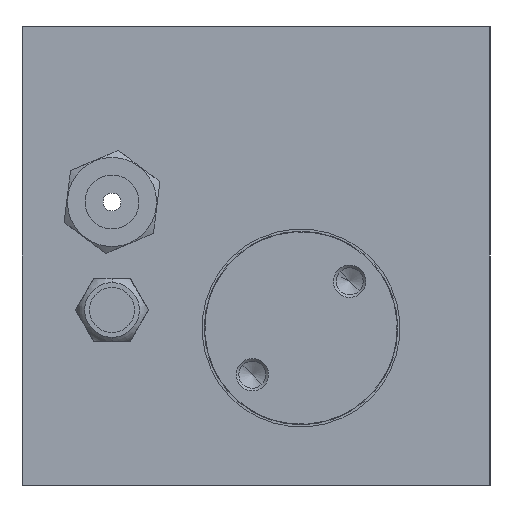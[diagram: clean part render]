
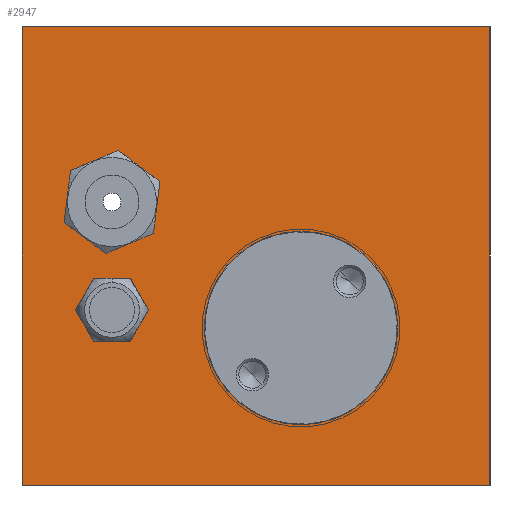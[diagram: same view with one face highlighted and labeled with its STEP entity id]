
A CAD part, left-side view. The second image highlights one B-rep face of the part: STEP entity #2947.
In plain terms, the highlighted planar face has unit normal (-1, 0, 0).
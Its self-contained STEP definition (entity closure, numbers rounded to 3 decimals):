
#1066 = CIRCLE ( 'NONE', #6293, 2.6 ) ;
#1104 = CIRCLE ( 'NONE', #6289, 10.75 ) ;
#1107 = CIRCLE ( 'NONE', #6290, 2.6 ) ;
#1282 = PLANE ( 'NONE',  #8577 ) ;
#1292 = CARTESIAN_POINT ( 'NONE',  ( -25.323, 87.741, 79.962 ) ) ;
#1294 = DIRECTION ( 'NONE',  ( 1., 0., 0. ) ) ;
#1297 = DIRECTION ( 'NONE',  ( 0., 0., 1. ) ) ;
#1407 = CARTESIAN_POINT ( 'NONE',  ( -25.323, 77.741, 51.062 ) ) ;
#1452 = CARTESIAN_POINT ( 'NONE',  ( -25.323, 77.741, 57.862 ) ) ;
#1456 = CARTESIAN_POINT ( 'NONE',  ( -25.323, 35.741, 79.962 ) ) ;
#1462 = CARTESIAN_POINT ( 'NONE',  ( -25.323, 87.741, 79.962 ) ) ;
#1499 = CARTESIAN_POINT ( 'NONE',  ( -25.323, 87.741, 28.962 ) ) ;
#1552 = CARTESIAN_POINT ( 'NONE',  ( -25.323, 67.491, 46.462 ) ) ;
#1569 = CARTESIAN_POINT ( 'NONE',  ( -25.323, 35.741, 28.962 ) ) ;
#1596 = CARTESIAN_POINT ( 'NONE',  ( -25.323, 77.741, 63.062 ) ) ;
#1598 = CARTESIAN_POINT ( 'NONE',  ( -25.323, 45.991, 46.462 ) ) ;
#1613 = CARTESIAN_POINT ( 'NONE',  ( -25.323, 77.741, 45.862 ) ) ;
#1677 = CARTESIAN_POINT ( 'NONE',  ( -25.323, 56.741, 46.462 ) ) ;
#1678 = DIRECTION ( 'NONE',  ( 1., 0., 0. ) ) ;
#1679 = DIRECTION ( 'NONE',  ( 0., 1., 0. ) ) ;
#1681 = CARTESIAN_POINT ( 'NONE',  ( -25.323, 77.741, 48.462 ) ) ;
#1682 = DIRECTION ( 'NONE',  ( -1., 0., 0. ) ) ;
#1683 = DIRECTION ( 'NONE',  ( 0., 0., 1. ) ) ;
#1698 = DIRECTION ( 'NONE',  ( 0., 0., 1. ) ) ;
#1726 = CARTESIAN_POINT ( 'NONE',  ( -25.323, 77.741, 60.462 ) ) ;
#1727 = DIRECTION ( 'NONE',  ( -1., 0., 0. ) ) ;
#2271 = VERTEX_POINT ( 'NONE', #1598 ) ;
#2316 = VERTEX_POINT ( 'NONE', #1552 ) ;
#2318 = VERTEX_POINT ( 'NONE', #1613 ) ;
#2340 = VERTEX_POINT ( 'NONE', #1407 ) ;
#2359 = VERTEX_POINT ( 'NONE', #1456 ) ;
#2361 = VERTEX_POINT ( 'NONE', #1569 ) ;
#2396 = VERTEX_POINT ( 'NONE', #1462 ) ;
#2408 = VERTEX_POINT ( 'NONE', #1596 ) ;
#2490 = VERTEX_POINT ( 'NONE', #1452 ) ;
#2492 = VERTEX_POINT ( 'NONE', #1499 ) ;
#2539 = EDGE_CURVE ( 'NONE', #2359, #2361, #7694, .T. ) ;
#2540 = EDGE_CURVE ( 'NONE', #2359, #2396, #7955, .T. ) ;
#2605 = EDGE_CURVE ( 'NONE', #2490, #2408, #7764, .T. ) ;
#2791 = EDGE_CURVE ( 'NONE', #2361, #2492, #7719, .T. ) ;
#2811 = EDGE_CURVE ( 'NONE', #2318, #2340, #7618, .T. ) ;
#2831 = EDGE_CURVE ( 'NONE', #2396, #2492, #7495, .T. ) ;
#2839 = EDGE_CURVE ( 'NONE', #2271, #2316, #7771, .T. ) ;
#2947 = ADVANCED_FACE ( 'NONE', ( #3249, #3228, #3264, #3200 ), #1282, .F. ) ;
#3200 = FACE_OUTER_BOUND ( 'NONE', #6358, .T. ) ;
#3228 = FACE_BOUND ( 'NONE', #6390, .T. ) ;
#3249 = FACE_BOUND ( 'NONE', #6372, .T. ) ;
#3264 = FACE_BOUND ( 'NONE', #6415, .T. ) ;
#3814 = EDGE_CURVE ( 'NONE', #2408, #2490, #1066, .T. ) ;
#3857 = EDGE_CURVE ( 'NONE', #2316, #2271, #1104, .T. ) ;
#3859 = EDGE_CURVE ( 'NONE', #2340, #2318, #1107, .T. ) ;
#4429 = DIRECTION ( 'NONE',  ( 0., 1., 0. ) ) ;
#4920 = CARTESIAN_POINT ( 'NONE',  ( -25.323, 87.741, 28.962 ) ) ;
#5022 = DIRECTION ( 'NONE',  ( 0., 0., 1. ) ) ;
#5147 = CARTESIAN_POINT ( 'NONE',  ( -25.323, 77.741, 48.462 ) ) ;
#5149 = DIRECTION ( 'NONE',  ( -1., 0., 0. ) ) ;
#5448 = CARTESIAN_POINT ( 'NONE',  ( -25.323, 77.741, 60.462 ) ) ;
#5469 = DIRECTION ( 'NONE',  ( 0., 1., 0. ) ) ;
#5516 = DIRECTION ( 'NONE',  ( -1., 0., 0. ) ) ;
#5739 = DIRECTION ( 'NONE',  ( 0., 0., -1. ) ) ;
#5801 = DIRECTION ( 'NONE',  ( 0., 0., 1. ) ) ;
#5909 = CARTESIAN_POINT ( 'NONE',  ( -25.323, 87.741, 79.962 ) ) ;
#5914 = CARTESIAN_POINT ( 'NONE',  ( -25.323, 35.741, 79.962 ) ) ;
#5923 = ORIENTED_EDGE ( 'NONE', *, *, #3859, .F. ) ;
#5924 = ORIENTED_EDGE ( 'NONE', *, *, #2605, .F. ) ;
#5939 = ORIENTED_EDGE ( 'NONE', *, *, #3857, .T. ) ;
#5953 = ORIENTED_EDGE ( 'NONE', *, *, #2539, .F. ) ;
#5980 = ORIENTED_EDGE ( 'NONE', *, *, #2540, .T. ) ;
#6008 = ORIENTED_EDGE ( 'NONE', *, *, #2811, .F. ) ;
#6036 = ORIENTED_EDGE ( 'NONE', *, *, #2839, .T. ) ;
#6055 = ORIENTED_EDGE ( 'NONE', *, *, #3814, .F. ) ;
#6071 = ORIENTED_EDGE ( 'NONE', *, *, #2791, .F. ) ;
#6087 = ORIENTED_EDGE ( 'NONE', *, *, #2831, .T. ) ;
#6289 = AXIS2_PLACEMENT_3D ( 'NONE', #1677, #1678, #1679 ) ;
#6290 = AXIS2_PLACEMENT_3D ( 'NONE', #1681, #1682, #1683 ) ;
#6293 = AXIS2_PLACEMENT_3D ( 'NONE', #1726, #1727, #1698 ) ;
#6358 = EDGE_LOOP ( 'NONE', ( #6071, #5953, #5980, #6087 ) ) ;
#6372 = EDGE_LOOP ( 'NONE', ( #6008, #5923 ) ) ;
#6390 = EDGE_LOOP ( 'NONE', ( #5924, #6055 ) ) ;
#6415 = EDGE_LOOP ( 'NONE', ( #5939, #6036 ) ) ;
#6793 = CARTESIAN_POINT ( 'NONE',  ( -25.323, 87.741, 79.962 ) ) ;
#6810 = DIRECTION ( 'NONE',  ( 0., 0., -1. ) ) ;
#6866 = CARTESIAN_POINT ( 'NONE',  ( -25.323, 56.741, 46.462 ) ) ;
#6867 = DIRECTION ( 'NONE',  ( 1., 0., 0. ) ) ;
#6868 = DIRECTION ( 'NONE',  ( 0., 1., 0. ) ) ;
#7495 = LINE ( 'NONE', #6793, #7824 ) ;
#7535 = VECTOR ( 'NONE', #5739, 1000. ) ;
#7604 = VECTOR ( 'NONE', #5469, 1000. ) ;
#7618 = CIRCLE ( 'NONE', #8241, 2.6 ) ;
#7660 = VECTOR ( 'NONE', #4429, 1000. ) ;
#7694 = LINE ( 'NONE', #5914, #7535 ) ;
#7719 = LINE ( 'NONE', #4920, #7660 ) ;
#7764 = CIRCLE ( 'NONE', #8076, 2.6 ) ;
#7771 = CIRCLE ( 'NONE', #7778, 10.75 ) ;
#7778 = AXIS2_PLACEMENT_3D ( 'NONE', #6866, #6867, #6868 ) ;
#7824 = VECTOR ( 'NONE', #6810, 1000. ) ;
#7955 = LINE ( 'NONE', #5909, #7604 ) ;
#8076 = AXIS2_PLACEMENT_3D ( 'NONE', #5448, #5516, #5801 ) ;
#8241 = AXIS2_PLACEMENT_3D ( 'NONE', #5147, #5149, #5022 ) ;
#8577 = AXIS2_PLACEMENT_3D ( 'NONE', #1292, #1294, #1297 ) ;
